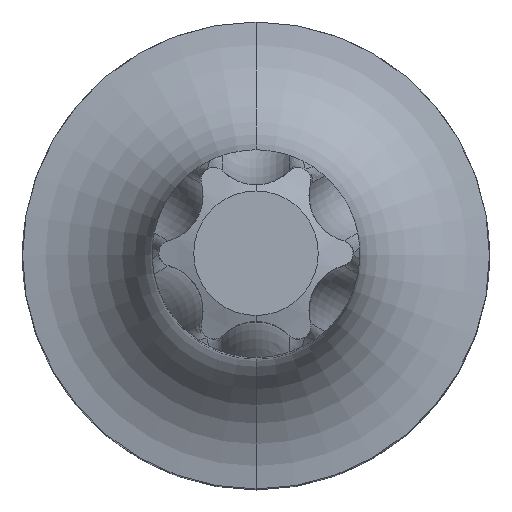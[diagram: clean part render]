
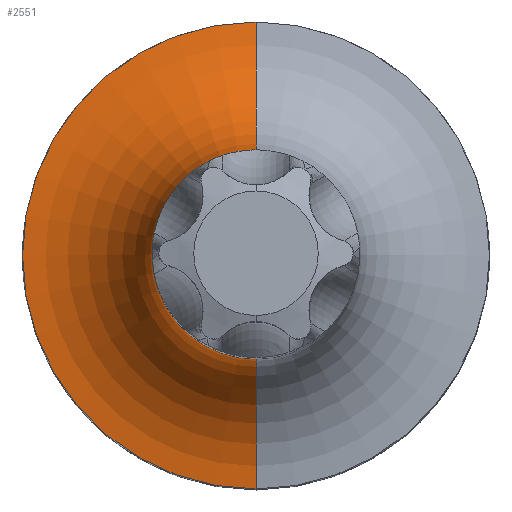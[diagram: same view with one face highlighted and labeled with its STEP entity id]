
A CAD part, top view. The second image highlights one B-rep face of the part: STEP entity #2551.
In plain terms, the highlighted toroidal (fillet/blend) face has major radius 14 mm and minor radius 8 mm.
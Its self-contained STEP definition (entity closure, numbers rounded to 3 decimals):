
#566=CARTESIAN_POINT('',(0.,14.,42.984));
#567=DIRECTION('',(-1.,0.,0.));
#568=DIRECTION('',(0.,-0.063,-0.998));
#569=AXIS2_PLACEMENT_3D('',#566,#567,#568);
#574=CARTESIAN_POINT('',(0.,-14.,42.984));
#575=DIRECTION('',(1.,0.,0.));
#576=DIRECTION('',(0.,0.063,-0.998));
#577=AXIS2_PLACEMENT_3D('',#574,#575,#576);
#582=CARTESIAN_POINT('',(0.,0.,35.));
#583=DIRECTION('',(0.,0.,1.));
#584=DIRECTION('',(0.,1.,0.));
#585=AXIS2_PLACEMENT_3D('',#582,#583,#584);
#969=CARTESIAN_POINT('',(0.,0.,42.984));
#970=DIRECTION('',(0.,0.,1.));
#971=DIRECTION('',(0.,1.,0.));
#972=AXIS2_PLACEMENT_3D('',#969,#970,#971);
#2057=CARTESIAN_POINT('',(0.,13.5,35.));
#2059=VERTEX_POINT('',#2057);
#2061=CARTESIAN_POINT('',(0.,-13.5,35.));
#2063=VERTEX_POINT('',#2061);
#2076=CARTESIAN_POINT('',(0.,6.,42.984));
#2077=VERTEX_POINT('',#2076);
#2078=CARTESIAN_POINT('',(0.,-6.,42.984));
#2079=VERTEX_POINT('',#2078);
#2537=CARTESIAN_POINT('',(0.,0.,42.984));
#2538=DIRECTION('',(0.,0.,-1.));
#2539=DIRECTION('',(0.,-1.,0.));
#2540=AXIS2_PLACEMENT_3D('',#2537,#2538,#2539);
#2541=TOROIDAL_SURFACE('',#2540,14.,8.);
#2543=ORIENTED_EDGE('',*,*,#2542,.T.);
#2545=ORIENTED_EDGE('',*,*,#2544,.T.);
#2547=ORIENTED_EDGE('',*,*,#2546,.F.);
#2548=ORIENTED_EDGE('',*,*,#2505,.F.);
#2549=EDGE_LOOP('',(#2543,#2545,#2547,#2548));
#2550=FACE_OUTER_BOUND('',#2549,.F.);
#2551=ADVANCED_FACE('',(#2550),#2541,.F.);
#570=CIRCLE('',#569,8.);
#578=CIRCLE('',#577,8.);
#586=CIRCLE('',#585,13.5);
#973=CIRCLE('',#972,6.);
#2505=EDGE_CURVE('',#2059,#2063,#586,.T.);
#2542=EDGE_CURVE('',#2059,#2077,#570,.T.);
#2544=EDGE_CURVE('',#2077,#2079,#973,.T.);
#2546=EDGE_CURVE('',#2063,#2079,#578,.T.);
